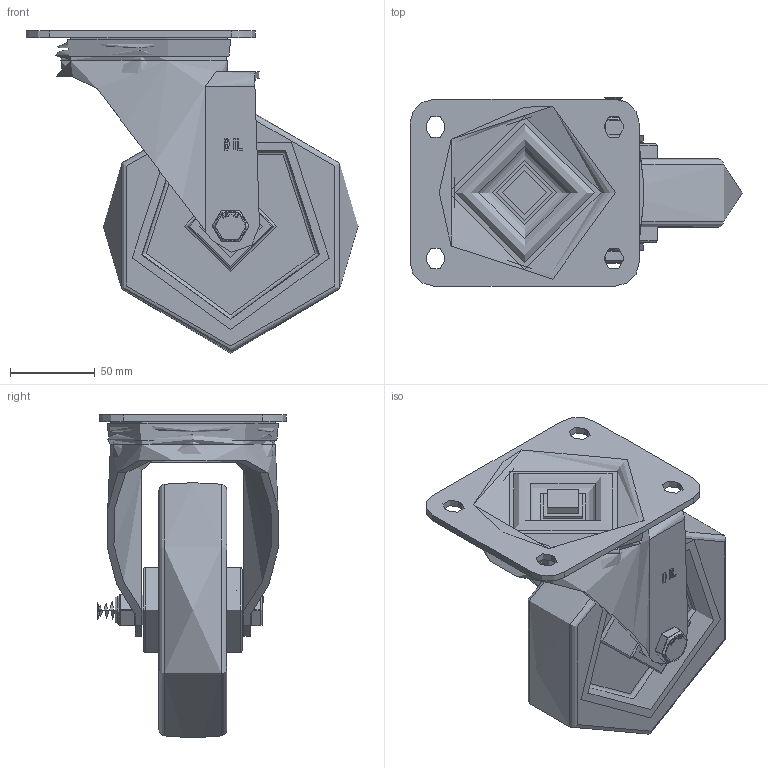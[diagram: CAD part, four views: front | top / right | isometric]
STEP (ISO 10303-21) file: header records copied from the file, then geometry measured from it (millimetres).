
FILE_DESCRIPTION(/* description */ (''),/* implementation_level */ '2;1');
FILE_NAME(/* name */ 'SSPH150NPB.step',/* time_stamp */ '2025-06-23T16:02:13+01:00',/* author */ (''),/* organization */ (''),/* preprocessor_version */ 'ST-DEVELOPER v20.1',/* originating_system */ 'Autodesk Translation Framework v14.10.0.0',/* authorisation */ '');
FILE_SCHEMA (('AUTOMOTIVE_DESIGN { 1 0 10303 214 3 1 1 }'));
Length unit declared in the file: millimetre
Products named in the file (22): SSPH150NPB; SSPH150AS v1; STAINLESS STEEL TOP PLATE; STAINLESS STEEL FORKS; BEARING SEAL; BZH150WNPRB v1; POLYURETHANE TYRE; NYLON RIM; NYLON RIM Geometry; CAP; ROLLER BEARING; CAGE; Pattern; Component1; TUBEM20X60SS v1; STAINLESS STEEL TUBE; BOLTM12X90A2 v2; STAINLESS STEEL BOLT; NM12NYA2THIN v1; NYLOC STAINLESS STEEL NUT; NUT; RUBBER
Assembly tree (28 placements, depth 5):
  SSPH150NPB
    SSPH150AS v1
      STAINLESS STEEL TOP PLATE
      STAINLESS STEEL FORKS
      BEARING SEAL
    BZH150WNPRB v1
      POLYURETHANE TYRE
      NYLON RIM
        NYLON RIM Geometry
        CAP
      ROLLER BEARING
        CAGE
        Pattern
          Component1  x8
    TUBEM20X60SS v1
      STAINLESS STEEL TUBE
    BOLTM12X90A2 v2
      STAINLESS STEEL BOLT
    NM12NYA2THIN v1
      NYLOC STAINLESS STEEL NUT
        NUT
        RUBBER
Bounding box: 195.5 x 111 x 189.9 mm (x, y, z)
Volume: 688336.7 mm3; surface area: 246102.9 mm2
Topology: 19 solids, 19 shells, 573 faces, 1415 edges, 888 vertices
Faces by surface type: plane 275, cylinder 164, bspline 63, cone 25, sphere 24, torus 22
Full cylindrical faces by diameter (mm): 7.5 x8, 9.836 x18, 11.834 x18, 12 x3, 12.2 x2, 12.5 x1, 14 x2, 17.75 x1, 18.5 x1, 19.9 x1, 20 x1, 20.5 x2, 23 x1, 26 x1, 33 x1, 34 x4, 35 x1, 37 x2, 50 x2, 74 x2, 94 x1, 102 x2, 122 x2
Entity records: 24395 total; most frequent: CARTESIAN_POINT 10822, ORIENTED_EDGE 2776, DIRECTION 2639, EDGE_CURVE 1388, AXIS2_PLACEMENT_3D 991, VERTEX_POINT 874, LINE 657, VECTOR 657
